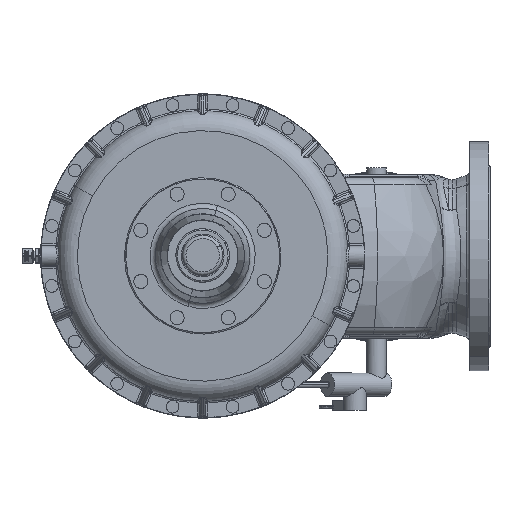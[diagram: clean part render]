
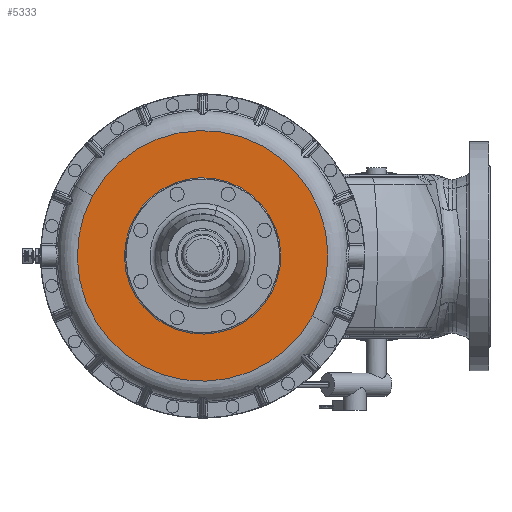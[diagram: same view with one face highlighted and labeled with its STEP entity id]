
A CAD part, top view. The second image highlights one B-rep face of the part: STEP entity #5333.
In plain terms, the highlighted planar face has unit normal (0, 0, 1).
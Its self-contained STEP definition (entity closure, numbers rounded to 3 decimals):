
#5052=CARTESIAN_POINT('Axis2P3D Location',(0.,0.,436.5)) ;
#5056=CARTESIAN_POINT('Vertex',(102.677,-56.093,436.5)) ;
#5058=CARTESIAN_POINT('Vertex',(-102.677,56.093,436.5)) ;
#5083=CARTESIAN_POINT('Axis2P3D Location',(0.,0.,436.5)) ;
#5306=CARTESIAN_POINT('Axis2P3D Location',(187.5,0.,436.5)) ;
#5311=CARTESIAN_POINT('Axis2P3D Location',(0.,0.,436.5)) ;
#5315=CARTESIAN_POINT('Vertex',(164.547,-89.892,436.5)) ;
#5317=CARTESIAN_POINT('Vertex',(-164.547,89.892,436.5)) ;
#5320=CARTESIAN_POINT('Axis2P3D Location',(0.,0.,436.5)) ;
#5053=DIRECTION('Axis2P3D Direction',(0.,0.,1.)) ;
#5084=DIRECTION('Axis2P3D Direction',(0.,0.,1.)) ;
#5307=DIRECTION('Axis2P3D Direction',(0.,0.,-1.)) ;
#5308=DIRECTION('Axis2P3D XDirection',(1.,0.,0.)) ;
#5312=DIRECTION('Axis2P3D Direction',(0.,0.,-1.)) ;
#5321=DIRECTION('Axis2P3D Direction',(0.,0.,-1.)) ;
#5054=AXIS2_PLACEMENT_3D('Circle Axis2P3D',#5052,#5053,$) ;
#5085=AXIS2_PLACEMENT_3D('Circle Axis2P3D',#5083,#5084,$) ;
#5309=AXIS2_PLACEMENT_3D('Plane Axis2P3D',#5306,#5307,#5308) ;
#5313=AXIS2_PLACEMENT_3D('Circle Axis2P3D',#5311,#5312,$) ;
#5322=AXIS2_PLACEMENT_3D('Circle Axis2P3D',#5320,#5321,$) ;
#5326=ORIENTED_EDGE('',*,*,#5319,.F.) ;
#5327=ORIENTED_EDGE('',*,*,#5324,.F.) ;
#5330=ORIENTED_EDGE('',*,*,#5060,.T.) ;
#5331=ORIENTED_EDGE('',*,*,#5087,.T.) ;
#5332=FACE_BOUND('',#5329,.T.) ;
#5333=ADVANCED_FACE('Brep With Voids',(#5328,#5332),#5310,.F.) ;
#5055=CIRCLE('generated circle',#5054,117.) ;
#5086=CIRCLE('generated circle',#5085,117.) ;
#5314=CIRCLE('generated circle',#5313,187.5) ;
#5323=CIRCLE('generated circle',#5322,187.5) ;
#5060=EDGE_CURVE('',#5057,#5059,#5055,.F.) ;
#5087=EDGE_CURVE('',#5059,#5057,#5086,.F.) ;
#5319=EDGE_CURVE('',#5316,#5318,#5314,.T.) ;
#5324=EDGE_CURVE('',#5318,#5316,#5323,.T.) ;
#5325=EDGE_LOOP('',(#5326,#5327)) ;
#5329=EDGE_LOOP('',(#5330,#5331)) ;
#5328=FACE_OUTER_BOUND('',#5325,.T.) ;
#5310=PLANE('',#5309) ;
#5057=VERTEX_POINT('',#5056) ;
#5059=VERTEX_POINT('',#5058) ;
#5316=VERTEX_POINT('',#5315) ;
#5318=VERTEX_POINT('',#5317) ;
